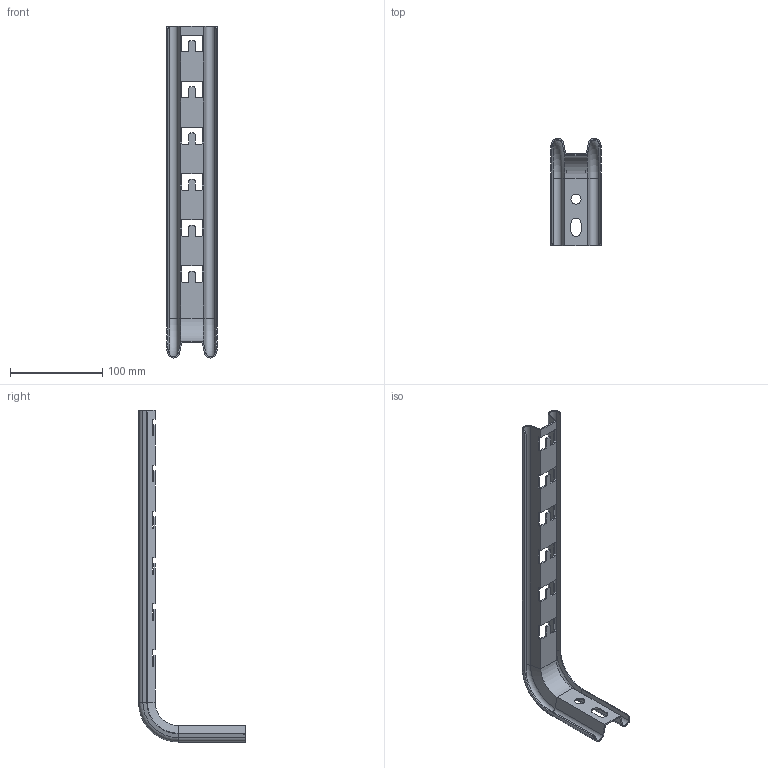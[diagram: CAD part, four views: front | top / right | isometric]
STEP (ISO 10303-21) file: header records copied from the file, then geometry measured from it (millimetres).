
FILE_DESCRIPTION (( 'STEP AP203' ), '1' );
FILE_NAME ('CLW10-VÑEF-300 Êîíñîëü VÑEF 300.STEP', '2016-04-13T12:11:28', ( '' ), ( '' ), 'SwSTEP 2.0', 'SolidWorks 2014', '' );
FILE_SCHEMA (( 'CONFIG_CONTROL_DESIGN' ));
Length unit declared in the file: millimetre
Products named in the file (1): CLW10-VÑEF-300 Êîíñîëü VÑEF 300
Bounding box: 55 x 115.98 x 359.98 mm (x, y, z)
Volume: 53692.6 mm3; surface area: 74332 mm2
Topology: 1 solids, 1 shells, 131 faces, 391 edges, 250 vertices
Faces by surface type: plane 88, cylinder 29, cone 10, torus 4
Full cylindrical faces by diameter (mm): 11 x1
Entity records: 4443 total; most frequent: ORIENTED_EDGE 780, CARTESIAN_POINT 772, DIRECTION 724, EDGE_CURVE 390, LINE 320, VECTOR 320, VERTEX_POINT 250, AXIS2_PLACEMENT_3D 202
